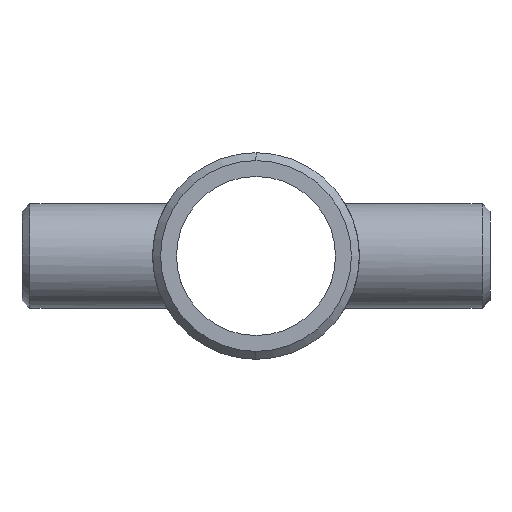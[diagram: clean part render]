
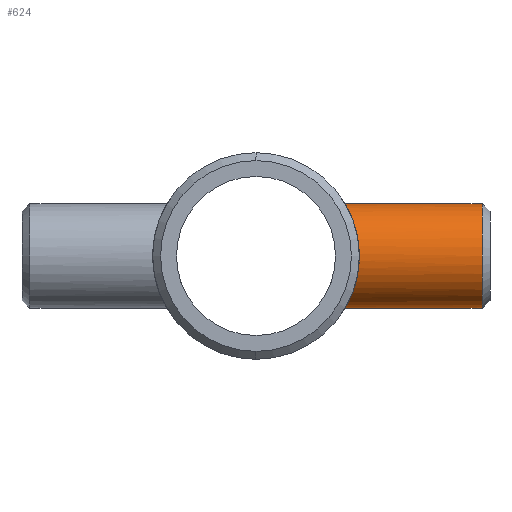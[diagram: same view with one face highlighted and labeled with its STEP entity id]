
A CAD part, left-side view. The second image highlights one B-rep face of the part: STEP entity #624.
In plain terms, the highlighted cylindrical face has radius 10.668 mm (diameter 21.336 mm), a partial arc.
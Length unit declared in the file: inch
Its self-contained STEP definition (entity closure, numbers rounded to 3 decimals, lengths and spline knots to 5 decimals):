
#7 = EDGE_CURVE ( 'NONE', #954, #334, #835, .T. ) ;
#13 = DIRECTION ( 'NONE',  ( 0., 1., 0. ) ) ;
#21 = EDGE_CURVE ( 'NONE', #538, #334, #219, .T. ) ;
#35 = CARTESIAN_POINT ( 'NONE',  ( 0., -1.81633, 0. ) ) ;
#55 = CARTESIAN_POINT ( 'NONE',  ( -0.35602, -0.7995, -0.22324 ) ) ;
#57 = CARTESIAN_POINT ( 'NONE',  ( 0., -1.81633, 0.42 ) ) ;
#60 = CARTESIAN_POINT ( 'NONE',  ( -0.40602, -0.823, 0.11106 ) ) ;
#66 = CARTESIAN_POINT ( 'NONE',  ( 0., -1.88, -0.42 ) ) ;
#114 = CARTESIAN_POINT ( 'NONE',  ( -0.06977, -0.71916, 0.4144 ) ) ;
#144 = CARTESIAN_POINT ( 'NONE',  ( -0.33279, -0.78942, -0.25659 ) ) ;
#149 = CARTESIAN_POINT ( 'NONE',  ( -0.07023, -0.7192, -0.41432 ) ) ;
#183 = DIRECTION ( 'NONE',  ( 0., 0., -1. ) ) ;
#211 = CARTESIAN_POINT ( 'NONE',  ( -0.13691, -0.72844, 0.39802 ) ) ;
#212 = CARTESIAN_POINT ( 'NONE',  ( 0., -1.81633, -0.42 ) ) ;
#219 = LINE ( 'NONE', #66, #767 ) ;
#224 = CARTESIAN_POINT ( 'NONE',  ( -0.02823, -0.71631, -0.41929 ) ) ;
#228 = CARTESIAN_POINT ( 'NONE',  ( -0.36306, -0.80267, -0.2116 ) ) ;
#233 = CARTESIAN_POINT ( 'NONE',  ( -0.41649, -0.82823, 0.05592 ) ) ;
#263 = CARTESIAN_POINT ( 'NONE',  ( 0., -0.71589, -0.42 ) ) ;
#274 = CARTESIAN_POINT ( 'NONE',  ( 0., -0.71589, 0.42 ) ) ;
#279 = CARTESIAN_POINT ( 'NONE',  ( -0.31601, -0.78234, 0.27797 ) ) ;
#284 = CARTESIAN_POINT ( 'NONE',  ( -0.05592, -0.71794, 0.4165 ) ) ;
#298 = CARTESIAN_POINT ( 'NONE',  ( -0.41439, -0.82717, 0.06983 ) ) ;
#315 = CARTESIAN_POINT ( 'NONE',  ( -0.41999, -0.82999, 0.01429 ) ) ;
#334 = VERTEX_POINT ( 'NONE', #263 ) ;
#342 = ORIENTED_EDGE ( 'NONE', *, *, #7, .T. ) ;
#352 = ORIENTED_EDGE ( 'NONE', *, *, #693, .T. ) ;
#362 = CARTESIAN_POINT ( 'NONE',  ( -0.21182, -0.74626, 0.36368 ) ) ;
#389 = CARTESIAN_POINT ( 'NONE',  ( -0.21196, -0.7463, -0.3636 ) ) ;
#400 = CARTESIAN_POINT ( 'NONE',  ( -0.3761, -0.80865, 0.18744 ) ) ;
#441 = CARTESIAN_POINT ( 'NONE',  ( -0.18793, -0.73973, 0.37663 ) ) ;
#443 = VECTOR ( 'NONE', #13, 39.37008 ) ;
#465 = CARTESIAN_POINT ( 'NONE',  ( -0.31554, -0.78231, -0.27752 ) ) ;
#470 = DIRECTION ( 'NONE',  ( 0., 1., 0. ) ) ;
#475 = CARTESIAN_POINT ( 'NONE',  ( -0.4062, -0.82309, -0.11036 ) ) ;
#484 = CARTESIAN_POINT ( 'NONE',  ( -0.39785, -0.81896, 0.13734 ) ) ;
#520 = ORIENTED_EDGE ( 'NONE', *, *, #919, .T. ) ;
#523 = CARTESIAN_POINT ( 'NONE',  ( -0.02787, -0.7163, 0.41931 ) ) ;
#528 = CARTESIAN_POINT ( 'NONE',  ( -0.35595, -0.79947, 0.22335 ) ) ;
#538 = VERTEX_POINT ( 'NONE', #212 ) ;
#560 = CARTESIAN_POINT ( 'NONE',  ( -0.30634, -0.77863, -0.28765 ) ) ;
#582 = VERTEX_POINT ( 'NONE', #57 ) ;
#609 = CARTESIAN_POINT ( 'NONE',  ( -0.33314, -0.78949, 0.25721 ) ) ;
#624 = ADVANCED_FACE ( 'NONE', ( #1028 ), #863, .T. ) ;
#630 = CARTESIAN_POINT ( 'NONE',  ( -0.01412, -0.71589, -0.42 ) ) ;
#640 = CARTESIAN_POINT ( 'NONE',  ( -0.41447, -0.82721, -0.06935 ) ) ;
#642 = CARTESIAN_POINT ( 'NONE',  ( 0., -1.88, 0. ) ) ;
#645 = CARTESIAN_POINT ( 'NONE',  ( -0.27758, -0.76762, -0.31636 ) ) ;
#674 = LINE ( 'NONE', #756, #443 ) ;
#693 = EDGE_CURVE ( 'NONE', #582, #954, #674, .T. ) ;
#694 = CARTESIAN_POINT ( 'NONE',  ( -0.25673, -0.76023, 0.3335 ) ) ;
#723 = CARTESIAN_POINT ( 'NONE',  ( 0., -0.71589, -0.42 ) ) ;
#734 = CARTESIAN_POINT ( 'NONE',  ( -0.37608, -0.80864, -0.18749 ) ) ;
#739 = CARTESIAN_POINT ( 'NONE',  ( -0.41929, -0.82964, 0.02818 ) ) ;
#743 = AXIS2_PLACEMENT_3D ( 'NONE', #35, #971, #804 ) ;
#747 = EDGE_LOOP ( 'NONE', ( #520, #352, #342, #1012 ) ) ;
#756 = CARTESIAN_POINT ( 'NONE',  ( 0., -1.88, 0.42 ) ) ;
#767 = VECTOR ( 'NONE', #470, 39.37008 ) ;
#783 = CARTESIAN_POINT ( 'NONE',  ( -0.01391, -0.71589, 0.42 ) ) ;
#804 = DIRECTION ( 'NONE',  ( 0., 0., -1. ) ) ;
#812 = CARTESIAN_POINT ( 'NONE',  ( -0.42001, -0.83001, -0.01352 ) ) ;
#817 = CARTESIAN_POINT ( 'NONE',  ( -0.05627, -0.71796, -0.41645 ) ) ;
#823 = CARTESIAN_POINT ( 'NONE',  ( -0.13722, -0.72851, -0.39789 ) ) ;
#829 = CARTESIAN_POINT ( 'NONE',  ( -0.11107, -0.72395, -0.406 ) ) ;
#835 = B_SPLINE_CURVE_WITH_KNOTS ( 'NONE', 3,
 ( #274, #783, #523, #284, #114, #872, #211, #441, #362, #694, #1047, #279, #609, #528, #878, #400, #905, #484, #60, #298, #233, #739, #315, #812, #990, #995, #640, #475, #1080, #1075, #734, #228, #55, #1084, #144, #465, #560, #645, #1001, #389, #985, #823, #829, #149, #817, #224, #630, #723 ),
 .UNSPECIFIED., .F., .F.,
 ( 4, 2, 2, 2, 2, 2, 2, 2, 2, 2, 2, 2, 2, 2, 2, 2, 2, 2, 2, 2, 2, 2, 2, 4 ),
 ( 0.03395, 0.03501, 0.03606, 0.03818, 0.0403, 0.04242, 0.04453, 0.04559, 0.04665, 0.04877, 0.04983, 0.05089, 0.05195, 0.05301, 0.05512, 0.05618, 0.05724, 0.0583, 0.05936, 0.06148, 0.06359, 0.06571, 0.06677, 0.06783 ),
 .UNSPECIFIED. ) ;
#863 = CYLINDRICAL_SURFACE ( 'NONE', #1057, 0.42 ) ;
#872 = CARTESIAN_POINT ( 'NONE',  ( -0.11057, -0.72387, 0.40613 ) ) ;
#878 = CARTESIAN_POINT ( 'NONE',  ( -0.36309, -0.80269, 0.21154 ) ) ;
#905 = CARTESIAN_POINT ( 'NONE',  ( -0.38199, -0.81142, 0.17512 ) ) ;
#919 = EDGE_CURVE ( 'NONE', #538, #582, #987, .T. ) ;
#937 = DIRECTION ( 'NONE',  ( 0., 1., 0. ) ) ;
#954 = VERTEX_POINT ( 'NONE', #1067 ) ;
#971 = DIRECTION ( 'NONE',  ( 0., 1., 0. ) ) ;
#985 = CARTESIAN_POINT ( 'NONE',  ( -0.18759, -0.73965, -0.37677 ) ) ;
#987 = CIRCLE ( 'NONE', #743, 0.42 ) ;
#990 = CARTESIAN_POINT ( 'NONE',  ( -0.41934, -0.82966, -0.02745 ) ) ;
#995 = CARTESIAN_POINT ( 'NONE',  ( -0.41657, -0.82827, -0.05535 ) ) ;
#1001 = CARTESIAN_POINT ( 'NONE',  ( -0.25682, -0.76026, -0.33343 ) ) ;
#1012 = ORIENTED_EDGE ( 'NONE', *, *, #21, .F. ) ;
#1028 = FACE_OUTER_BOUND ( 'NONE', #747, .T. ) ;
#1047 = CARTESIAN_POINT ( 'NONE',  ( -0.27789, -0.76773, 0.31608 ) ) ;
#1057 = AXIS2_PLACEMENT_3D ( 'NONE', #642, #937, #183 ) ;
#1067 = CARTESIAN_POINT ( 'NONE',  ( 0., -0.71589, 0.42 ) ) ;
#1075 = CARTESIAN_POINT ( 'NONE',  ( -0.38207, -0.81145, -0.17496 ) ) ;
#1080 = CARTESIAN_POINT ( 'NONE',  ( -0.39808, -0.81907, -0.13674 ) ) ;
#1084 = CARTESIAN_POINT ( 'NONE',  ( -0.34088, -0.79288, -0.24573 ) ) ;
